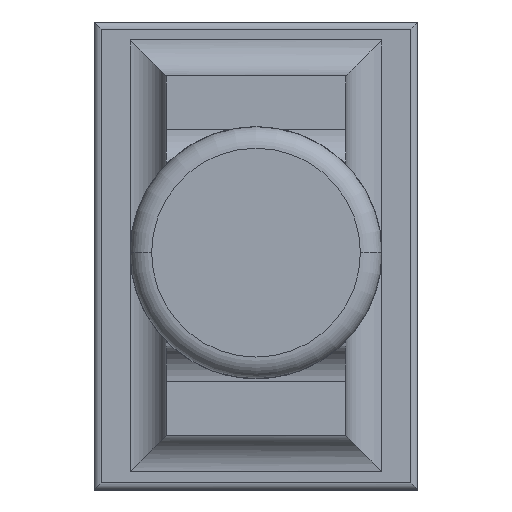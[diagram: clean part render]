
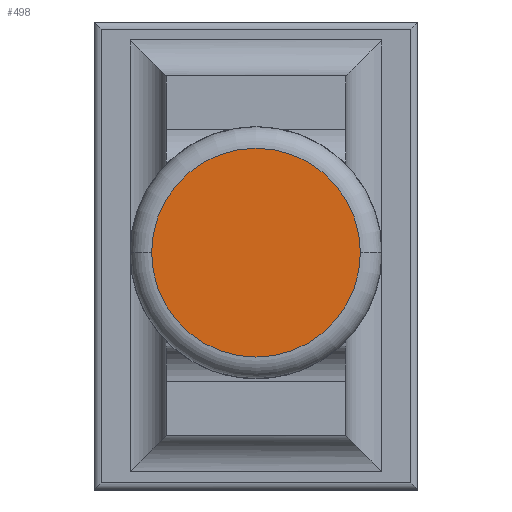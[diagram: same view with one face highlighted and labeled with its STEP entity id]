
A CAD part, top view. The second image highlights one B-rep face of the part: STEP entity #498.
In plain terms, the highlighted planar face has unit normal (0, 0, 1).
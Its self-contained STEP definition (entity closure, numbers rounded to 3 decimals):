
#8 = AXIS2_PLACEMENT_3D ( 'NONE', #546, #889, #773 ) ;
#12 = EDGE_LOOP ( 'NONE', ( #925, #751 ) ) ;
#26 = CARTESIAN_POINT ( 'NONE',  ( 14.5, 0., 255. ) ) ;
#222 = DIRECTION ( 'NONE',  ( 0., 0., 1. ) ) ;
#244 = EDGE_CURVE ( 'NONE', #820, #592, #520, .T. ) ;
#253 = AXIS2_PLACEMENT_3D ( 'NONE', #731, #644, #469 ) ;
#294 = AXIS2_PLACEMENT_3D ( 'NONE', #1070, #222, #564 ) ;
#323 = EDGE_CURVE ( 'NONE', #592, #820, #557, .T. ) ;
#398 = CARTESIAN_POINT ( 'NONE',  ( -14.5, 0., 255. ) ) ;
#469 = DIRECTION ( 'NONE',  ( 1., 0., 0. ) ) ;
#498 = ADVANCED_FACE ( 'NONE', ( #568 ), #1077, .T. ) ;
#520 = CIRCLE ( 'NONE', #253, 14.5 ) ;
#546 = CARTESIAN_POINT ( 'NONE',  ( 0., 0., 255. ) ) ;
#557 = CIRCLE ( 'NONE', #8, 14.5 ) ;
#564 = DIRECTION ( 'NONE',  ( 1., 0., 0. ) ) ;
#568 = FACE_OUTER_BOUND ( 'NONE', #12, .T. ) ;
#592 = VERTEX_POINT ( 'NONE', #26 ) ;
#644 = DIRECTION ( 'NONE',  ( 0., 0., 1. ) ) ;
#731 = CARTESIAN_POINT ( 'NONE',  ( 0., 0., 255. ) ) ;
#751 = ORIENTED_EDGE ( 'NONE', *, *, #244, .T. ) ;
#773 = DIRECTION ( 'NONE',  ( 1., 0., 0. ) ) ;
#820 = VERTEX_POINT ( 'NONE', #398 ) ;
#889 = DIRECTION ( 'NONE',  ( 0., 0., 1. ) ) ;
#925 = ORIENTED_EDGE ( 'NONE', *, *, #323, .T. ) ;
#1070 = CARTESIAN_POINT ( 'NONE',  ( 0., 0., 255. ) ) ;
#1077 = PLANE ( 'NONE',  #294 ) ;
